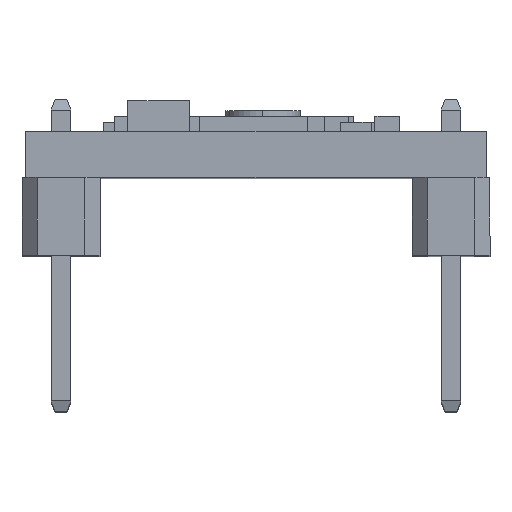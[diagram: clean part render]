
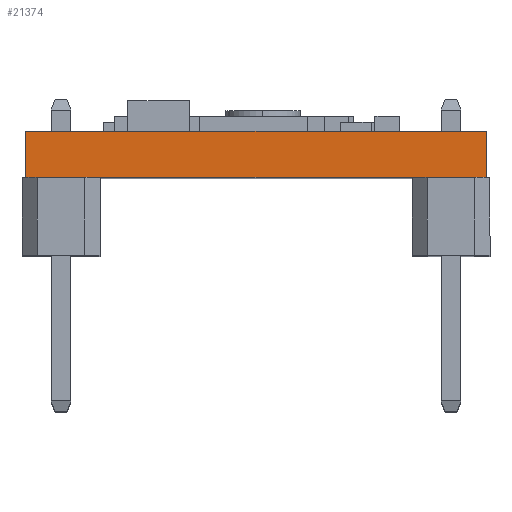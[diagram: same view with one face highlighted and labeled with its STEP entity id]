
A CAD part, top view. The second image highlights one B-rep face of the part: STEP entity #21374.
In plain terms, the highlighted planar face has unit normal (0, 0, 1).
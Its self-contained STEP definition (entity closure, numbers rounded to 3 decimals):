
#304 = CARTESIAN_POINT ( 'NONE',  ( -7.5, 0., 10. ) ) ;
#322 = VECTOR ( 'NONE', #14792, 1000. ) ;
#391 = EDGE_CURVE ( 'NONE', #6680, #907, #8898, .T. ) ;
#528 = CARTESIAN_POINT ( 'NONE',  ( -7.5, 1.5, 10. ) ) ;
#907 = VERTEX_POINT ( 'NONE', #3280 ) ;
#936 = ORIENTED_EDGE ( 'NONE', *, *, #12377, .T. ) ;
#938 = CARTESIAN_POINT ( 'NONE',  ( -7.5, 1.5, 10. ) ) ;
#1517 = DIRECTION ( 'NONE',  ( -1., 0., 0. ) ) ;
#2454 = PLANE ( 'NONE',  #18752 ) ;
#2704 = FACE_OUTER_BOUND ( 'NONE', #22707, .T. ) ;
#2975 = CARTESIAN_POINT ( 'NONE',  ( -7.5, 0., 10. ) ) ;
#3280 = CARTESIAN_POINT ( 'NONE',  ( -5.42, 0., 10. ) ) ;
#3744 = CARTESIAN_POINT ( 'NONE',  ( -7.5, 0., 10. ) ) ;
#3934 = VECTOR ( 'NONE', #4053, 1000. ) ;
#4053 = DIRECTION ( 'NONE',  ( -1., 0., 0. ) ) ;
#4748 = EDGE_CURVE ( 'NONE', #21189, #16111, #16443, .T. ) ;
#4869 = DIRECTION ( 'NONE',  ( 0., 0., -1. ) ) ;
#5550 = ORIENTED_EDGE ( 'NONE', *, *, #4748, .F. ) ;
#6137 = VERTEX_POINT ( 'NONE', #17718 ) ;
#6342 = ORIENTED_EDGE ( 'NONE', *, *, #18769, .F. ) ;
#6680 = VERTEX_POINT ( 'NONE', #21688 ) ;
#6956 = ORIENTED_EDGE ( 'NONE', *, *, #23713, .F. ) ;
#7825 = DIRECTION ( 'NONE',  ( -1., 0., 0. ) ) ;
#8174 = LINE ( 'NONE', #528, #17285 ) ;
#8756 = VECTOR ( 'NONE', #1517, 1000. ) ;
#8898 = LINE ( 'NONE', #3744, #8756 ) ;
#9075 = CARTESIAN_POINT ( 'NONE',  ( -7.28, 0., 10. ) ) ;
#9183 = VERTEX_POINT ( 'NONE', #16536 ) ;
#9698 = LINE ( 'NONE', #304, #16362 ) ;
#10140 = EDGE_CURVE ( 'NONE', #6137, #16111, #8174, .T. ) ;
#10669 = LINE ( 'NONE', #18225, #322 ) ;
#10974 = EDGE_CURVE ( 'NONE', #12368, #14051, #10669, .T. ) ;
#11109 = ORIENTED_EDGE ( 'NONE', *, *, #10974, .F. ) ;
#11639 = CARTESIAN_POINT ( 'NONE',  ( 7.5, 0., 10. ) ) ;
#11708 = CARTESIAN_POINT ( 'NONE',  ( -7.5, 0., 10. ) ) ;
#12001 = CARTESIAN_POINT ( 'NONE',  ( -7.5, 0., 10. ) ) ;
#12353 = LINE ( 'NONE', #2975, #23742 ) ;
#12368 = VERTEX_POINT ( 'NONE', #14901 ) ;
#12377 = EDGE_CURVE ( 'NONE', #12368, #6137, #12902, .T. ) ;
#12902 = LINE ( 'NONE', #15020, #22561 ) ;
#13062 = EDGE_CURVE ( 'NONE', #907, #21189, #12353, .T. ) ;
#13427 = ORIENTED_EDGE ( 'NONE', *, *, #13062, .F. ) ;
#14051 = VERTEX_POINT ( 'NONE', #11639 ) ;
#14288 = DIRECTION ( 'NONE',  ( -1., 0., 0. ) ) ;
#14792 = DIRECTION ( 'NONE',  ( 0., -1., 0. ) ) ;
#14901 = CARTESIAN_POINT ( 'NONE',  ( 7.5, 1.5, 10. ) ) ;
#15020 = CARTESIAN_POINT ( 'NONE',  ( -7.5, 1.5, 10. ) ) ;
#15267 = ORIENTED_EDGE ( 'NONE', *, *, #10140, .T. ) ;
#15755 = DIRECTION ( 'NONE',  ( 0., -1., 0. ) ) ;
#16111 = VERTEX_POINT ( 'NONE', #12001 ) ;
#16153 = VECTOR ( 'NONE', #24066, 1000. ) ;
#16321 = CARTESIAN_POINT ( 'NONE',  ( -7.5, 0., 10. ) ) ;
#16362 = VECTOR ( 'NONE', #7825, 1000. ) ;
#16443 = LINE ( 'NONE', #16321, #16153 ) ;
#16536 = CARTESIAN_POINT ( 'NONE',  ( 7.28, 0., 10. ) ) ;
#16952 = ORIENTED_EDGE ( 'NONE', *, *, #391, .F. ) ;
#17285 = VECTOR ( 'NONE', #15755, 1000. ) ;
#17718 = CARTESIAN_POINT ( 'NONE',  ( -7.5, 1.5, 10. ) ) ;
#18225 = CARTESIAN_POINT ( 'NONE',  ( 7.5, 1.5, 10. ) ) ;
#18752 = AXIS2_PLACEMENT_3D ( 'NONE', #938, #4869, #14288 ) ;
#18769 = EDGE_CURVE ( 'NONE', #9183, #6680, #9698, .T. ) ;
#20009 = DIRECTION ( 'NONE',  ( -1., 0., 0. ) ) ;
#21110 = LINE ( 'NONE', #11708, #3934 ) ;
#21189 = VERTEX_POINT ( 'NONE', #9075 ) ;
#21374 = ADVANCED_FACE ( 'NONE', ( #2704 ), #2454, .F. ) ;
#21688 = CARTESIAN_POINT ( 'NONE',  ( 5.42, 0., 10. ) ) ;
#22412 = DIRECTION ( 'NONE',  ( -1., 0., 0. ) ) ;
#22561 = VECTOR ( 'NONE', #22412, 1000. ) ;
#22707 = EDGE_LOOP ( 'NONE', ( #13427, #16952, #6342, #6956, #11109, #936, #15267, #5550 ) ) ;
#23713 = EDGE_CURVE ( 'NONE', #14051, #9183, #21110, .T. ) ;
#23742 = VECTOR ( 'NONE', #20009, 1000. ) ;
#24066 = DIRECTION ( 'NONE',  ( -1., 0., 0. ) ) ;
